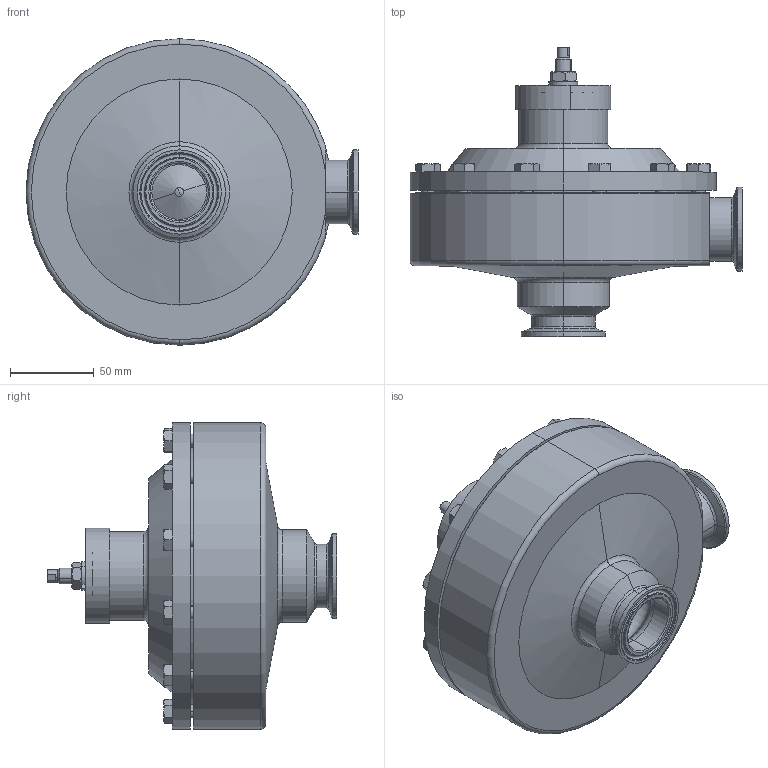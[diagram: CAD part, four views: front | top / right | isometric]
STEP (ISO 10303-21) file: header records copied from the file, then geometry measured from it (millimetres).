
FILE_DESCRIPTION (( 'STEP AP203' ), '1' );
FILE_NAME ('FB6CPM-150-6L.STEP', '2021-08-18T19:08:23', ( '' ), ( '' ), 'SwSTEP 2.0', 'SolidWorks 2018', '' );
FILE_SCHEMA (( 'CONFIG_CONTROL_DESIGN' ));
Length unit declared in the file: inch
Products named in the file (10): 93976_HJNUT 0.3750-24-D-N; 34707; FB6CPM-150-6L; 91436; 8315_031x100; 91445_comp; 35697; 35185; 35150; 79461
Assembly tree (20 placements, depth 2):
  FB6CPM-150-6L
    34707
    93976_HJNUT 0.3750-24-D-N
    91436
    79461
    91445_comp
    35150
    35185
    8315_031x100  x12
    35697
Bounding box: 198.65 x 173.26 x 183.39 mm (x, y, z)
Volume: 973255.2 mm3; surface area: 266826.7 mm2
Topology: 20 solids, 20 shells, 561 faces, 1217 edges, 711 vertices
Faces by surface type: cone 203, plane 152, cylinder 147, torus 57, sphere 2
Entity records: 11332 total; most frequent: CARTESIAN_POINT 1945, DIRECTION 1912, ORIENTED_EDGE 1506, AXIS2_PLACEMENT_3D 828, EDGE_CURVE 753, CIRCLE 453, VERTEX_POINT 447, EDGE_LOOP 420
